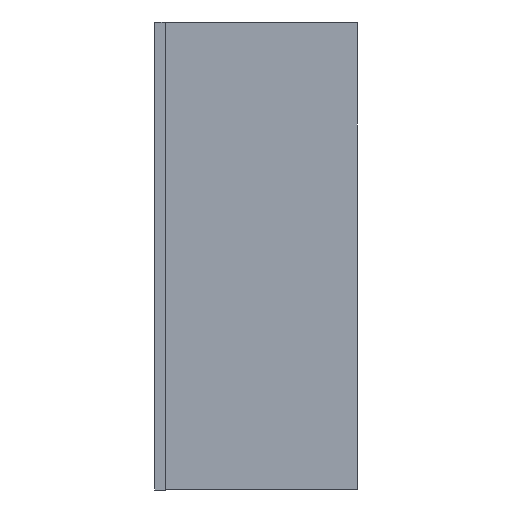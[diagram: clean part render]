
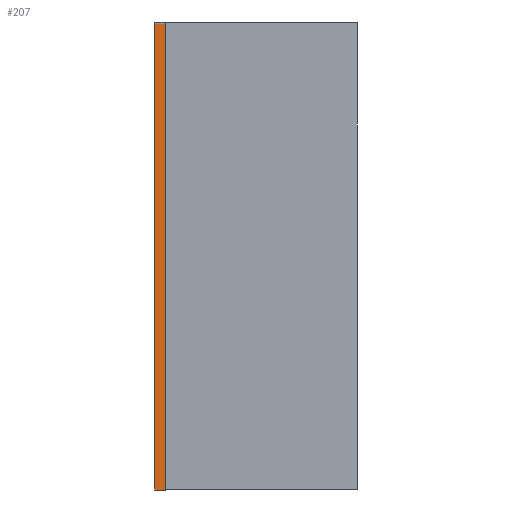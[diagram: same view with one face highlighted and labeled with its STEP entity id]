
A CAD part, front view. The second image highlights one B-rep face of the part: STEP entity #207.
In plain terms, the highlighted face is planar.
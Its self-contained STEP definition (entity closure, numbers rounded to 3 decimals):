
#207=ADVANCED_FACE('',(#442),#3915,.T.);
#442=FACE_OUTER_BOUND('',#683,.T.);
#683=EDGE_LOOP('',(#1420,#1421,#1422,#1423));
#1420=ORIENTED_EDGE('',*,*,#2449,.F.);
#1421=ORIENTED_EDGE('',*,*,#2335,.F.);
#1422=ORIENTED_EDGE('',*,*,#2448,.T.);
#1423=ORIENTED_EDGE('',*,*,#2367,.T.);
#2335=EDGE_CURVE('',#3597,#3598,#2920,.T.);
#2367=EDGE_CURVE('',#3657,#3656,#2952,.T.);
#2448=EDGE_CURVE('',#3597,#3657,#3023,.T.);
#2449=EDGE_CURVE('',#3598,#3656,#3024,.T.);
#2920=B_SPLINE_CURVE_WITH_KNOTS('',1,(#5852,#5853),.UNSPECIFIED.,.F.,.F.,
(2,2),(0.,47.5),.UNSPECIFIED.);
#2952=B_SPLINE_CURVE_WITH_KNOTS('',1,(#5916,#5917),.UNSPECIFIED.,.F.,.F.,
(2,2),(-47.5,0.),.UNSPECIFIED.);
#3023=B_SPLINE_CURVE_WITH_KNOTS('',1,(#6088,#6089),.UNSPECIFIED.,.F.,.F.,
(2,2),(-2100.,0.),.UNSPECIFIED.);
#3024=B_SPLINE_CURVE_WITH_KNOTS('',1,(#6090,#6091),.UNSPECIFIED.,.F.,.F.,
(2,2),(-2100.,0.),.UNSPECIFIED.);
#3597=VERTEX_POINT('',#5269);
#3598=VERTEX_POINT('',#5270);
#3656=VERTEX_POINT('',#5328);
#3657=VERTEX_POINT('',#5329);
#3915=PLANE('',#4314);
#4314=AXIS2_PLACEMENT_3D('',#5139,#4559,$);
#4559=DIRECTION('',(-1.,0.,0.));
#5139=CARTESIAN_POINT('',(-2728.292,731.481,-1260.));
#5269=CARTESIAN_POINT('',(-2728.292,783.731,1050.));
#5270=CARTESIAN_POINT('',(-2728.292,736.231,1050.));
#5328=CARTESIAN_POINT('',(-2728.292,736.231,-1050.));
#5329=CARTESIAN_POINT('',(-2728.292,783.731,-1050.));
#5852=CARTESIAN_POINT('',(-2728.292,783.731,1050.));
#5853=CARTESIAN_POINT('',(-2728.292,736.231,1050.));
#5916=CARTESIAN_POINT('',(-2728.292,783.731,-1050.));
#5917=CARTESIAN_POINT('',(-2728.292,736.231,-1050.));
#6088=CARTESIAN_POINT('',(-2728.292,783.731,1050.));
#6089=CARTESIAN_POINT('',(-2728.292,783.731,-1050.));
#6090=CARTESIAN_POINT('',(-2728.292,736.231,1050.));
#6091=CARTESIAN_POINT('',(-2728.292,736.231,-1050.));
